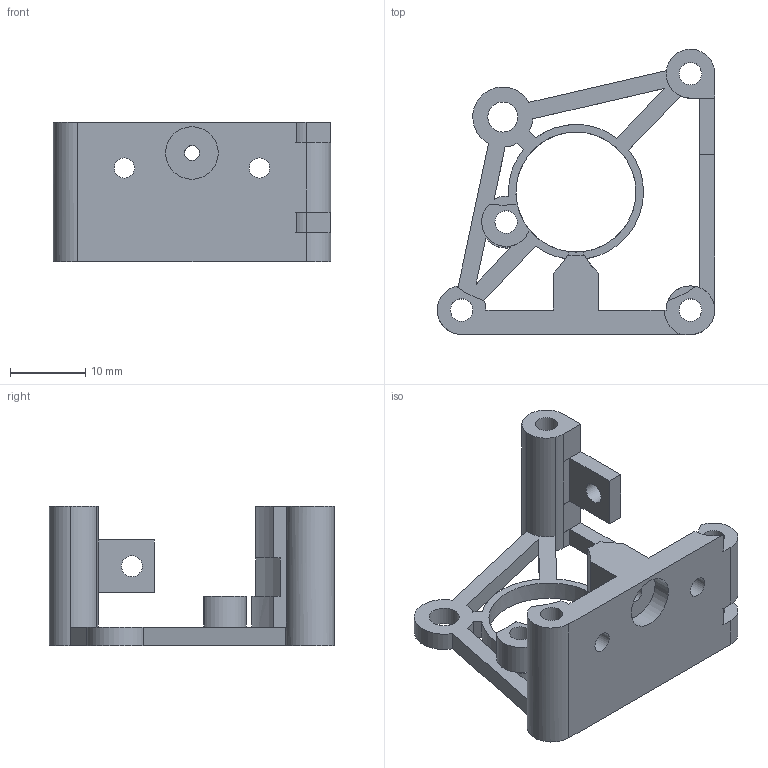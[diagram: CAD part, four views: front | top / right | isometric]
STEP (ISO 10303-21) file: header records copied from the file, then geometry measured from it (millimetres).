
FILE_DESCRIPTION(('FreeCAD Model'),'2;1');
FILE_NAME('Open CASCADE Shape Model','2025-01-08T16:22:25',('Author'),( ''),'Open CASCADE STEP processor 7.8','FreeCAD','Unknown');
FILE_SCHEMA(('AUTOMOTIVE_DESIGN { 1 0 10303 214 1 1 1 1 }'));
Length unit declared in the file: millimetre
Products named in the file (1): Pocket010
Bounding box: 36.99 x 37.99 x 18.6 mm (x, y, z)
Volume: 4261.6 mm3; surface area: 4750.2 mm2
Topology: 1 solids, 1 shells, 85 faces, 270 edges, 185 vertices
Faces by surface type: cylinder 45, plane 40
Full cylindrical faces by diameter (mm): 2 x1, 2.7 x2, 2.8 x1, 3 x5, 4 x1, 7 x1, 16 x1
Entity records: 3192 total; most frequent: CARTESIAN_POINT 584, DIRECTION 562, ORIENTED_EDGE 540, EDGE_CURVE 270, AXIS2_PLACEMENT_3D 207, VERTEX_POINT 185, LINE 148, VECTOR 148
